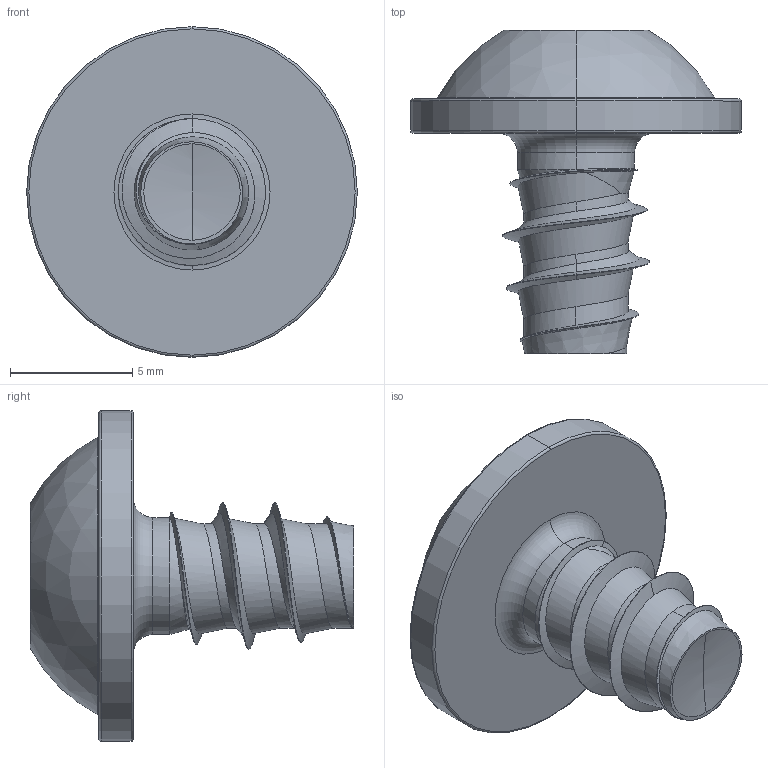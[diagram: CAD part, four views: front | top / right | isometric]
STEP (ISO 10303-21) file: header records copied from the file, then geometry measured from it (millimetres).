
FILE_DESCRIPTION (( 'STEP AP203' ), '1' );
FILE_NAME ('STP380600090.STEP', '2017-08-15T18:08:13', ( '' ), ( '' ), 'SwSTEP 2.0', 'SolidWorks 2015', '' );
FILE_SCHEMA (( 'CONFIG_CONTROL_DESIGN' ));
Length unit declared in the file: millimetre
Products named in the file (1): STP380600090
Bounding box: 13.5 x 13.2 x 13.5 mm (x, y, z)
Volume: 489.1 mm3; surface area: 589.3 mm2
Topology: 1 solids, 1 shells, 89 faces, 213 edges, 127 vertices
Faces by surface type: bspline 35, cylinder 31, cone 8, torus 8, sphere 4, plane 3
Entity records: 12211 total; most frequent: CARTESIAN_POINT 10380, ORIENTED_EDGE 422, DIRECTION 285, EDGE_CURVE 211, VERTEX_POINT 127, AXIS2_PLACEMENT_3D 121, B_SPLINE_CURVE_WITH_KNOTS 95, EDGE_LOOP 92
